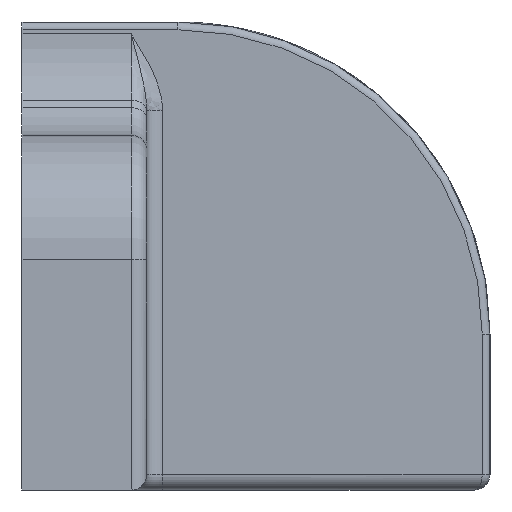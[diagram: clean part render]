
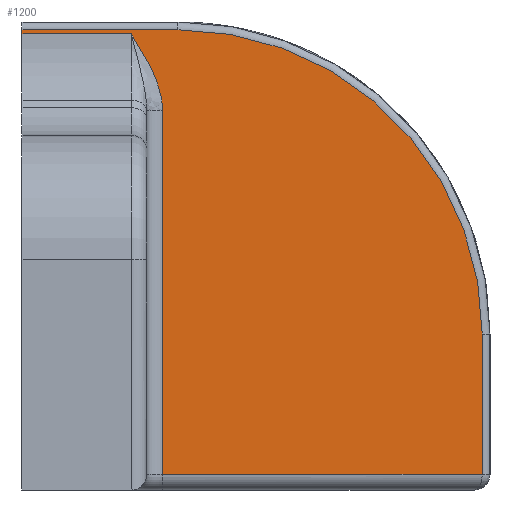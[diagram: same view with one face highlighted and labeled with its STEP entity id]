
A CAD part, left-side view. The second image highlights one B-rep face of the part: STEP entity #1200.
In plain terms, the highlighted planar face has unit normal (-1, 0, 0).
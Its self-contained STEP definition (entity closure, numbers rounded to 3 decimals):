
#654 = DIRECTION ( 'NONE',  ( -1., 0., 0. ) ) ;
#718 = VERTEX_POINT ( 'NONE', #6768 ) ;
#863 = CARTESIAN_POINT ( 'NONE',  ( -28., -7.5, 14.618 ) ) ;
#904 = VECTOR ( 'NONE', #13876, 1000. ) ;
#1052 = EDGE_CURVE ( 'NONE', #7768, #718, #6678, .T. ) ;
#1189 = VERTEX_POINT ( 'NONE', #10409 ) ;
#1200 = ADVANCED_FACE ( 'NONE', ( #5285 ), #12546, .T. ) ;
#1526 = VECTOR ( 'NONE', #6672, 1000. ) ;
#1529 = VECTOR ( 'NONE', #9965, 1000. ) ;
#1642 = CARTESIAN_POINT ( 'NONE',  ( -28., 7.5, 14.75 ) ) ;
#1670 = VERTEX_POINT ( 'NONE', #10027 ) ;
#2158 = CARTESIAN_POINT ( 'NONE',  ( -28., 2.5, 14.75 ) ) ;
#2196 = CIRCLE ( 'NONE', #8450, 9.75 ) ;
#2331 = CARTESIAN_POINT ( 'NONE',  ( -28., -7.5, 14.75 ) ) ;
#2762 = VERTEX_POINT ( 'NONE', #7694 ) ;
#2811 = CARTESIAN_POINT ( 'NONE',  ( -28., -7.5, 0. ) ) ;
#3176 = CARTESIAN_POINT ( 'NONE',  ( -28., -7.25, 0. ) ) ;
#3276 = CARTESIAN_POINT ( 'NONE',  ( -28., 3.522, 13.863 ) ) ;
#3914 = VECTOR ( 'NONE', #12557, 1000. ) ;
#4330 = CARTESIAN_POINT ( 'NONE',  ( -28., 3.156, 13.049 ) ) ;
#4388 = LINE ( 'NONE', #2331, #1529 ) ;
#4719 = CARTESIAN_POINT ( 'NONE',  ( -28., -7.25, 0.5 ) ) ;
#4909 = CARTESIAN_POINT ( 'NONE',  ( -28., 3., 0. ) ) ;
#4934 = VERTEX_POINT ( 'NONE', #2158 ) ;
#5010 = CARTESIAN_POINT ( 'NONE',  ( -28., 2.5, 5. ) ) ;
#5285 = FACE_OUTER_BOUND ( 'NONE', #5893, .T. ) ;
#5315 = DIRECTION ( 'NONE',  ( 0., 0., 1. ) ) ;
#5385 = EDGE_CURVE ( 'NONE', #718, #2762, #6701, .T. ) ;
#5410 = CARTESIAN_POINT ( 'NONE',  ( -28., 3., 12.395 ) ) ;
#5738 = LINE ( 'NONE', #3176, #13743 ) ;
#5893 = EDGE_LOOP ( 'NONE', ( #8340, #7512, #13803, #6326, #13959, #10986, #12151, #9840 ) ) ;
#6126 = DIRECTION ( 'NONE',  ( 0., 0., 1. ) ) ;
#6166 = CARTESIAN_POINT ( 'NONE',  ( -28., 7.5, 14.618 ) ) ;
#6326 = ORIENTED_EDGE ( 'NONE', *, *, #9756, .T. ) ;
#6672 = DIRECTION ( 'NONE',  ( 0., -1., 0. ) ) ;
#6678 = LINE ( 'NONE', #863, #904 ) ;
#6701 = B_SPLINE_CURVE_WITH_KNOTS ( 'NONE', 3,
 ( #14097, #8652, #3276, #10867, #4330, #11972, #5410, #13037 ),
 .UNSPECIFIED., .F., .F.,
 ( 4, 2, 2, 4 ),
 ( 0., 0.001, 0.002, 0.003 ),
 .UNSPECIFIED. ) ;
#6768 = CARTESIAN_POINT ( 'NONE',  ( -28., 4., 14.618 ) ) ;
#6803 = LINE ( 'NONE', #4909, #3914 ) ;
#7107 = DIRECTION ( 'NONE',  ( 0., 0., 1. ) ) ;
#7512 = ORIENTED_EDGE ( 'NONE', *, *, #5385, .T. ) ;
#7694 = CARTESIAN_POINT ( 'NONE',  ( -28., 3., 12.168 ) ) ;
#7768 = VERTEX_POINT ( 'NONE', #6166 ) ;
#8087 = VERTEX_POINT ( 'NONE', #4719 ) ;
#8270 = DIRECTION ( 'NONE',  ( 0., 0., 1. ) ) ;
#8340 = ORIENTED_EDGE ( 'NONE', *, *, #1052, .T. ) ;
#8450 = AXIS2_PLACEMENT_3D ( 'NONE', #5010, #12665, #6126 ) ;
#8652 = CARTESIAN_POINT ( 'NONE',  ( -28., 3.762, 14.242 ) ) ;
#8990 = EDGE_CURVE ( 'NONE', #2762, #1670, #6803, .T. ) ;
#9006 = EDGE_CURVE ( 'NONE', #7768, #13009, #12280, .T. ) ;
#9381 = VECTOR ( 'NONE', #7107, 1000. ) ;
#9756 = EDGE_CURVE ( 'NONE', #1670, #8087, #12739, .T. ) ;
#9840 = ORIENTED_EDGE ( 'NONE', *, *, #9006, .F. ) ;
#9965 = DIRECTION ( 'NONE',  ( 0., 1., 0. ) ) ;
#10027 = CARTESIAN_POINT ( 'NONE',  ( -28., 3., 0.5 ) ) ;
#10374 = CARTESIAN_POINT ( 'NONE',  ( -28., 7.5, 0. ) ) ;
#10409 = CARTESIAN_POINT ( 'NONE',  ( -28., -7.25, 5. ) ) ;
#10542 = EDGE_CURVE ( 'NONE', #4934, #13009, #4388, .T. ) ;
#10867 = CARTESIAN_POINT ( 'NONE',  ( -28., 3.238, 13.259 ) ) ;
#10986 = ORIENTED_EDGE ( 'NONE', *, *, #13122, .T. ) ;
#11972 = CARTESIAN_POINT ( 'NONE',  ( -28., 3.037, 12.615 ) ) ;
#12119 = CARTESIAN_POINT ( 'NONE',  ( -28., -7.5, 0.5 ) ) ;
#12151 = ORIENTED_EDGE ( 'NONE', *, *, #10542, .T. ) ;
#12212 = AXIS2_PLACEMENT_3D ( 'NONE', #2811, #654, #8270 ) ;
#12280 = LINE ( 'NONE', #10374, #9381 ) ;
#12546 = PLANE ( 'NONE',  #12212 ) ;
#12557 = DIRECTION ( 'NONE',  ( 0., 0., -1. ) ) ;
#12665 = DIRECTION ( 'NONE',  ( -1., 0., 0. ) ) ;
#12739 = LINE ( 'NONE', #12119, #1526 ) ;
#13009 = VERTEX_POINT ( 'NONE', #1642 ) ;
#13037 = CARTESIAN_POINT ( 'NONE',  ( -28., 3., 12.168 ) ) ;
#13122 = EDGE_CURVE ( 'NONE', #1189, #4934, #2196, .T. ) ;
#13585 = EDGE_CURVE ( 'NONE', #8087, #1189, #5738, .T. ) ;
#13743 = VECTOR ( 'NONE', #5315, 1000. ) ;
#13803 = ORIENTED_EDGE ( 'NONE', *, *, #8990, .T. ) ;
#13876 = DIRECTION ( 'NONE',  ( 0., -1., 0. ) ) ;
#13959 = ORIENTED_EDGE ( 'NONE', *, *, #13585, .T. ) ;
#14097 = CARTESIAN_POINT ( 'NONE',  ( -28., 4., 14.618 ) ) ;
